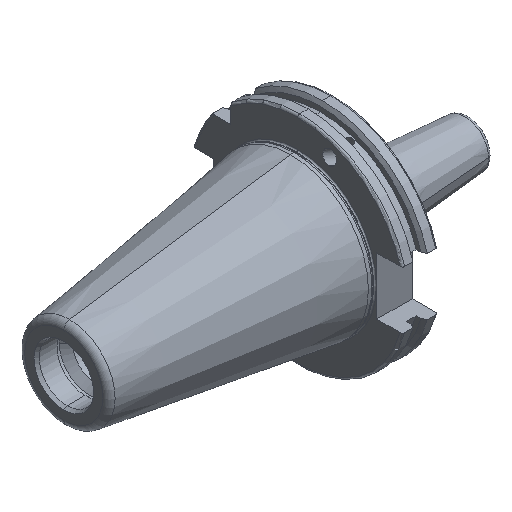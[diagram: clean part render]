
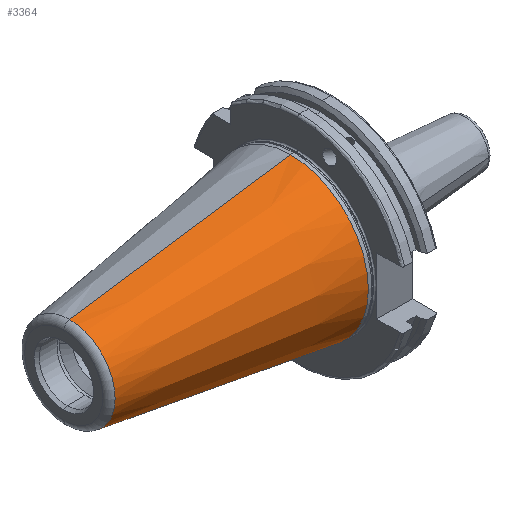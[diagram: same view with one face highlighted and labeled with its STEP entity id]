
A CAD part, isometric view. The second image highlights one B-rep face of the part: STEP entity #3364.
In plain terms, the highlighted conical face has half-angle 8.297 degrees and reference radius 34.925 mm.
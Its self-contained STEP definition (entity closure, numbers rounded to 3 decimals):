
#12 = FACE_OUTER_BOUND ( 'NONE', #1349, .T. ) ;
#232 = DIRECTION ( 'NONE',  ( 0., -1., 0. ) ) ;
#413 = VERTEX_POINT ( 'NONE', #6964 ) ;
#748 = ORIENTED_EDGE ( 'NONE', *, *, #2450, .T. ) ;
#915 = VERTEX_POINT ( 'NONE', #3114 ) ;
#1058 = EDGE_CURVE ( 'NONE', #1363, #4355, #2669, .T. ) ;
#1322 = CONICAL_SURFACE ( 'NONE', #5808, 34.925, 0.145 ) ;
#1349 = EDGE_LOOP ( 'NONE', ( #2022, #3320, #3308, #748 ) ) ;
#1363 = VERTEX_POINT ( 'NONE', #2715 ) ;
#1415 = CARTESIAN_POINT ( 'NONE',  ( 0., 34.925, 0. ) ) ;
#1957 = DIRECTION ( 'NONE',  ( 0.99, -0.144, 0. ) ) ;
#2022 = ORIENTED_EDGE ( 'NONE', *, *, #5053, .F. ) ;
#2187 = VECTOR ( 'NONE', #1957, 1000. ) ;
#2450 = EDGE_CURVE ( 'NONE', #915, #413, #2964, .T. ) ;
#2546 = LINE ( 'NONE', #3658, #2187 ) ;
#2669 = CIRCLE ( 'NONE', #4100, 20.461 ) ;
#2715 = CARTESIAN_POINT ( 'NONE',  ( -99.183, 20.461, 0. ) ) ;
#2961 = CARTESIAN_POINT ( 'NONE',  ( 0., 0., 0. ) ) ;
#2964 = CIRCLE ( 'NONE', #7006, 34.925 ) ;
#3114 = CARTESIAN_POINT ( 'NONE',  ( 0., 34.925, 0. ) ) ;
#3132 = VECTOR ( 'NONE', #4848, 1000. ) ;
#3157 = CARTESIAN_POINT ( 'NONE',  ( -99.183, -20.461, 0. ) ) ;
#3308 = ORIENTED_EDGE ( 'NONE', *, *, #6832, .T. ) ;
#3317 = LINE ( 'NONE', #1415, #3132 ) ;
#3320 = ORIENTED_EDGE ( 'NONE', *, *, #1058, .F. ) ;
#3364 = ADVANCED_FACE ( 'NONE', ( #12 ), #1322, .T. ) ;
#3438 = DIRECTION ( 'NONE',  ( 1., 0., 0. ) ) ;
#3537 = DIRECTION ( 'NONE',  ( 0., -1., 0. ) ) ;
#3637 = DIRECTION ( 'NONE',  ( -1., 0., 0. ) ) ;
#3658 = CARTESIAN_POINT ( 'NONE',  ( 0., -34.925, 0. ) ) ;
#4100 = AXIS2_PLACEMENT_3D ( 'NONE', #7084, #3637, #232 ) ;
#4355 = VERTEX_POINT ( 'NONE', #3157 ) ;
#4848 = DIRECTION ( 'NONE',  ( 0.99, 0.144, 0. ) ) ;
#5053 = EDGE_CURVE ( 'NONE', #4355, #413, #2546, .T. ) ;
#5723 = DIRECTION ( 'NONE',  ( 0., 1., 0. ) ) ;
#5808 = AXIS2_PLACEMENT_3D ( 'NONE', #6876, #3438, #5723 ) ;
#6832 = EDGE_CURVE ( 'NONE', #1363, #915, #3317, .T. ) ;
#6876 = CARTESIAN_POINT ( 'NONE',  ( 0., 0., 0. ) ) ;
#6964 = CARTESIAN_POINT ( 'NONE',  ( 0., -34.925, 0. ) ) ;
#6979 = DIRECTION ( 'NONE',  ( -1., 0., 0. ) ) ;
#7006 = AXIS2_PLACEMENT_3D ( 'NONE', #2961, #6979, #3537 ) ;
#7084 = CARTESIAN_POINT ( 'NONE',  ( -99.183, 0., 0. ) ) ;
